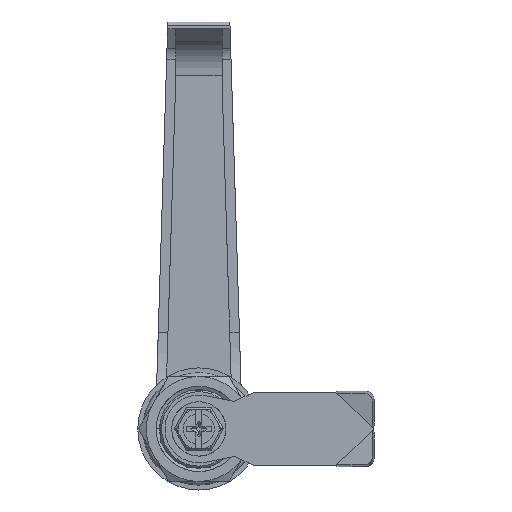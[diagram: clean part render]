
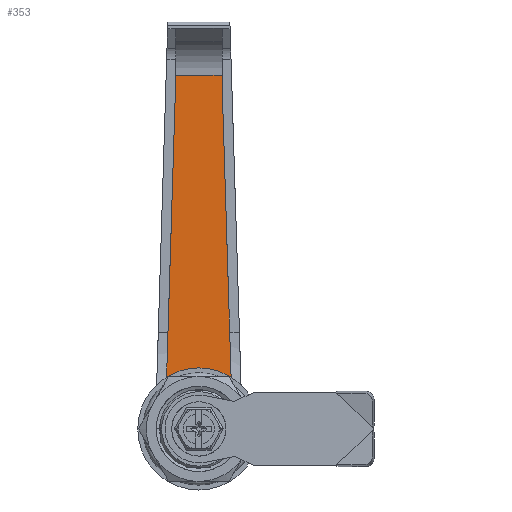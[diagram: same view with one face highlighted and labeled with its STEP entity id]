
A CAD part, front view. The second image highlights one B-rep face of the part: STEP entity #353.
In plain terms, the highlighted face is planar.
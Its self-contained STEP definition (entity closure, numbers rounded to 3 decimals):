
#353 = ADVANCED_FACE ( 'NONE', ( #18945 ), #13856, .F. ) ;
#359 = VERTEX_POINT ( 'NONE', #12039 ) ;
#374 = DIRECTION ( 'NONE',  ( -1., 0., 0.031 ) ) ;
#1035 = VECTOR ( 'NONE', #21533, 1000. ) ;
#1328 = VECTOR ( 'NONE', #15692, 1000. ) ;
#1640 = CARTESIAN_POINT ( 'NONE',  ( -7.364, 3., 8.505 ) ) ;
#2563 = DIRECTION ( 'NONE',  ( 1., 0., 0. ) ) ;
#2646 = LINE ( 'NONE', #2756, #1035 ) ;
#2756 = CARTESIAN_POINT ( 'NONE',  ( -91.248, 3., 5.924 ) ) ;
#2805 = EDGE_LOOP ( 'NONE', ( #7999, #12310, #21081, #5081, #4650, #11714, #5061 ) ) ;
#3287 = DIRECTION ( 'NONE',  ( 1., 0., 0. ) ) ;
#3362 = EDGE_CURVE ( 'NONE', #11438, #15057, #13665, .T. ) ;
#3875 = LINE ( 'NONE', #8960, #10550 ) ;
#3941 = CARTESIAN_POINT ( 'NONE',  ( 0., 3., 0. ) ) ;
#4295 = VERTEX_POINT ( 'NONE', #1640 ) ;
#4649 = CARTESIAN_POINT ( 'NONE',  ( -7.364, 3., -8.505 ) ) ;
#4650 = ORIENTED_EDGE ( 'NONE', *, *, #10975, .F. ) ;
#4772 = VERTEX_POINT ( 'NONE', #21076 ) ;
#4854 = CIRCLE ( 'NONE', #14263, 11.25 ) ;
#4941 = EDGE_CURVE ( 'NONE', #5486, #4295, #2646, .T. ) ;
#5061 = ORIENTED_EDGE ( 'NONE', *, *, #20388, .T. ) ;
#5081 = ORIENTED_EDGE ( 'NONE', *, *, #12655, .T. ) ;
#5151 = CARTESIAN_POINT ( 'NONE',  ( -11.25, 3., -6. ) ) ;
#5486 = VERTEX_POINT ( 'NONE', #6823 ) ;
#6178 = CARTESIAN_POINT ( 'NONE',  ( -11.25, 3., 6. ) ) ;
#6544 = VECTOR ( 'NONE', #6624, 1000. ) ;
#6624 = DIRECTION ( 'NONE',  ( 1., 0., 0. ) ) ;
#6823 = CARTESIAN_POINT ( 'NONE',  ( -88.771, 3., 6. ) ) ;
#7195 = LINE ( 'NONE', #12627, #1328 ) ;
#7999 = ORIENTED_EDGE ( 'NONE', *, *, #4941, .T. ) ;
#8379 = CARTESIAN_POINT ( 'NONE',  ( 0., 3., 0. ) ) ;
#8583 = VERTEX_POINT ( 'NONE', #14203 ) ;
#8960 = CARTESIAN_POINT ( 'NONE',  ( -91.248, 3., -5.924 ) ) ;
#10550 = VECTOR ( 'NONE', #374, 1000. ) ;
#10826 = DIRECTION ( 'NONE',  ( 0., -1., 0. ) ) ;
#10975 = EDGE_CURVE ( 'NONE', #4772, #8583, #13746, .T. ) ;
#11438 = VERTEX_POINT ( 'NONE', #17447 ) ;
#11714 = ORIENTED_EDGE ( 'NONE', *, *, #17420, .T. ) ;
#12039 = CARTESIAN_POINT ( 'NONE',  ( -91.248, 3., 6. ) ) ;
#12310 = ORIENTED_EDGE ( 'NONE', *, *, #21850, .T. ) ;
#12585 = AXIS2_PLACEMENT_3D ( 'NONE', #8379, #18775, #3287 ) ;
#12627 = CARTESIAN_POINT ( 'NONE',  ( -91.248, 3., -6. ) ) ;
#12655 = EDGE_CURVE ( 'NONE', #15057, #8583, #3875, .T. ) ;
#13665 = CIRCLE ( 'NONE', #12585, 11.25 ) ;
#13746 = LINE ( 'NONE', #15447, #6544 ) ;
#13856 = PLANE ( 'NONE',  #15943 ) ;
#14203 = CARTESIAN_POINT ( 'NONE',  ( -88.771, 3., -6. ) ) ;
#14263 = AXIS2_PLACEMENT_3D ( 'NONE', #3941, #10826, #19664 ) ;
#15057 = VERTEX_POINT ( 'NONE', #4649 ) ;
#15447 = CARTESIAN_POINT ( 'NONE',  ( -11.25, 3., -6. ) ) ;
#15692 = DIRECTION ( 'NONE',  ( 0., 0., 1. ) ) ;
#15943 = AXIS2_PLACEMENT_3D ( 'NONE', #5151, #20742, #22229 ) ;
#17420 = EDGE_CURVE ( 'NONE', #4772, #359, #7195, .T. ) ;
#17447 = CARTESIAN_POINT ( 'NONE',  ( -11.25, 3., 0. ) ) ;
#18775 = DIRECTION ( 'NONE',  ( 0., -1., 0. ) ) ;
#18945 = FACE_OUTER_BOUND ( 'NONE', #2805, .T. ) ;
#19664 = DIRECTION ( 'NONE',  ( 1., 0., 0. ) ) ;
#20388 = EDGE_CURVE ( 'NONE', #359, #5486, #21677, .T. ) ;
#20742 = DIRECTION ( 'NONE',  ( 0., -1., 0. ) ) ;
#21076 = CARTESIAN_POINT ( 'NONE',  ( -91.248, 3., -6. ) ) ;
#21081 = ORIENTED_EDGE ( 'NONE', *, *, #3362, .T. ) ;
#21137 = VECTOR ( 'NONE', #2563, 1000. ) ;
#21533 = DIRECTION ( 'NONE',  ( 1., 0., 0.031 ) ) ;
#21677 = LINE ( 'NONE', #6178, #21137 ) ;
#21850 = EDGE_CURVE ( 'NONE', #4295, #11438, #4854, .T. ) ;
#22229 = DIRECTION ( 'NONE',  ( 0., 0., -1. ) ) ;
